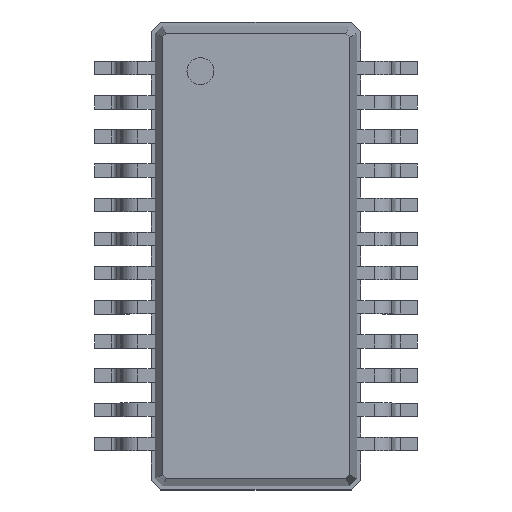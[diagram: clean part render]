
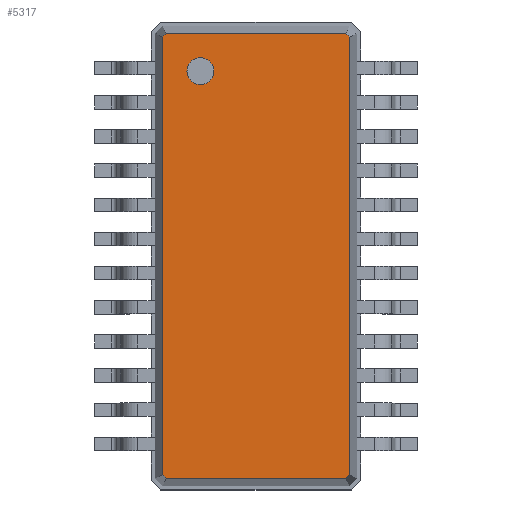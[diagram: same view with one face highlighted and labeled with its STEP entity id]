
A CAD part, top view. The second image highlights one B-rep face of the part: STEP entity #5317.
In plain terms, the highlighted planar face has unit normal (0, 0, 1).
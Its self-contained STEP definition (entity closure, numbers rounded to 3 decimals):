
#13=DIRECTION('',(0.,0.,1.));
#27=VECTOR('',#28,1.);
#28=DIRECTION('',(1.,0.,0.));
#51=VECTOR('',#52,1.);
#52=DIRECTION('',(0.707,-0.707,0.));
#58=VECTOR('',#59,1.);
#59=DIRECTION('',(0.,-1.,0.));
#65=VECTOR('',#66,1.);
#66=DIRECTION('',(-0.707,-0.707,0.));
#72=VECTOR('',#73,1.);
#73=DIRECTION('',(-1.,0.,0.));
#79=VECTOR('',#80,1.);
#80=DIRECTION('',(-0.707,0.707,0.));
#86=VECTOR('',#87,1.);
#87=DIRECTION('',(0.,1.,0.));
#91=VECTOR('',#92,1.);
#92=DIRECTION('',(0.707,0.707,0.));
#1609=VERTEX_POINT('',#1610);
#1610=CARTESIAN_POINT('',(-1.734,4.067,1.65));
#1612=ORIENTED_EDGE('',*,*,#1613,.F.);
#1613=EDGE_CURVE('',#1614,#1609,#1616,.T.);
#1614=VERTEX_POINT('',#1615);
#1615=CARTESIAN_POINT('',(-1.734,-4.067,1.65));
#1616=LINE('',#1615,#86);
#1627=VERTEX_POINT('',#1628);
#1628=CARTESIAN_POINT('',(-1.667,4.134,1.65));
#1630=ORIENTED_EDGE('',*,*,#1631,.F.);
#1631=EDGE_CURVE('',#1609,#1627,#1632,.T.);
#1632=LINE('',#1610,#91);
#1641=VERTEX_POINT('',#1642);
#1642=CARTESIAN_POINT('',(1.667,4.134,1.65));
#1644=ORIENTED_EDGE('',*,*,#1645,.F.);
#1645=EDGE_CURVE('',#1627,#1641,#1646,.T.);
#1646=LINE('',#1628,#27);
#1655=VERTEX_POINT('',#1656);
#1656=CARTESIAN_POINT('',(1.734,4.067,1.65));
#1658=ORIENTED_EDGE('',*,*,#1659,.F.);
#1659=EDGE_CURVE('',#1641,#1655,#1660,.T.);
#1660=LINE('',#1642,#51);
#1765=VERTEX_POINT('',#1766);
#1766=CARTESIAN_POINT('',(1.734,-4.067,1.65));
#1768=ORIENTED_EDGE('',*,*,#1769,.F.);
#1769=EDGE_CURVE('',#1655,#1765,#1770,.T.);
#1770=LINE('',#1656,#58);
#5317=ADVANCED_FACE('',(#5318,#5333),#5343,.T.);
#5318=FACE_BOUND('',#5319,.T.);
#5319=EDGE_LOOP('',(#1644,#1630,#1612,#5320,#5325,#5330,#1768,#1658));
#5320=ORIENTED_EDGE('',*,*,#5321,.F.);
#5321=EDGE_CURVE('',#5322,#1614,#5324,.T.);
#5322=VERTEX_POINT('',#5323);
#5323=CARTESIAN_POINT('',(-1.667,-4.134,1.65));
#5324=LINE('',#5323,#79);
#5325=ORIENTED_EDGE('',*,*,#5326,.F.);
#5326=EDGE_CURVE('',#5327,#5322,#5329,.T.);
#5327=VERTEX_POINT('',#5328);
#5328=CARTESIAN_POINT('',(1.667,-4.134,1.65));
#5329=LINE('',#5328,#72);
#5330=ORIENTED_EDGE('',*,*,#5331,.F.);
#5331=EDGE_CURVE('',#1765,#5327,#5332,.T.);
#5332=LINE('',#1766,#65);
#5333=FACE_BOUND('',#5334,.T.);
#5334=EDGE_LOOP('',(#5335));
#5335=ORIENTED_EDGE('',*,*,#5336,.T.);
#5336=EDGE_CURVE('',#5337,#5337,#5339,.T.);
#5337=VERTEX_POINT('',#5338);
#5338=CARTESIAN_POINT('',(-1.034,3.184,1.65));
#5339=CIRCLE('',#5340,0.25);
#5340=AXIS2_PLACEMENT_3D('',#5341,#5342,#59);
#5341=CARTESIAN_POINT('',(-1.034,3.434,1.65));
#5342=DIRECTION('',(0.,-0.,-1.));
#5343=PLANE('',#5344);
#5344=AXIS2_PLACEMENT_3D('',#1628,#13,#5345);
#5345=DIRECTION('',(0.374,-0.927,0.));
